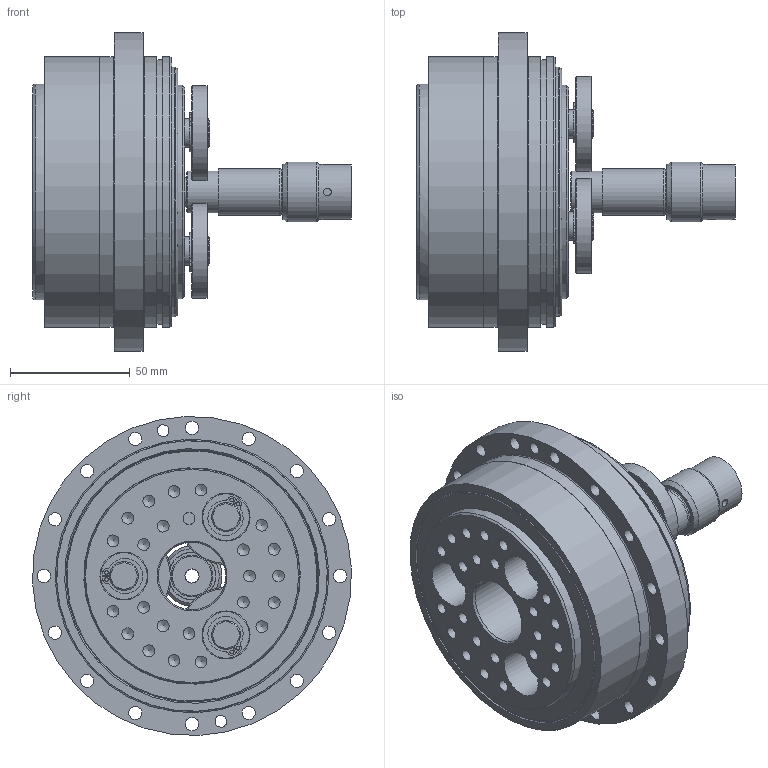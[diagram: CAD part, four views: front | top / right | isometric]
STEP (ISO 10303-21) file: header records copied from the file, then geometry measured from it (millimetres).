
FILE_DESCRIPTION(/* description */ (''),/* implementation_level */ '2;1');
FILE_NAME(/* name */ 'FQ8985G.stp',/* time_stamp */ '2021-04-19T11:56:50+09:00',/* author */ ('ik43153556'),/* organization */ (''),/* preprocessor_version */ 'ST-DEVELOPER v18.1',/* originating_system */ 'Autodesk Inventor 2021',/* authorisation */ '');
FILE_SCHEMA (('AUTOMOTIVE_DESIGN { 1 0 10303 214 3 1 1 }'));
Length unit declared in the file: millimetre
Products named in the file (1): F4CF-UA15
Bounding box: 132.8 x 132.87 x 132.87 mm (x, y, z)
Volume: 410431.4 mm3; surface area: 148401.6 mm2
Topology: 2 solids, 45 shells, 1076 faces, 2645 edges, 1737 vertices
Faces by surface type: cylinder 529, plane 376, cone 88, torus 56, sphere 27
Full cylindrical faces by diameter (mm): 1.5 x24, 3.242 x1, 4.917 x26, 5.5 x17, 6 x9, 6.6 x6, 7 x7, 10 x6, 11 x6, 11.5 x6, 11.85 x6, 12 x15, 16 x3, 17.4 x1, 19.6 x1, 20 x13, 22 x3, 23 x1, 25 x1, 28 x2, 81.5 x2, 82.197 x2, 87 x1, 89 x2, 90 x3, 93.6 x1, 94 x1, 97 x1, 98.35 x1, 102 x1
Entity records: 34858 total; most frequent: CARTESIAN_POINT 7188, DIRECTION 6166, ORIENTED_EDGE 5122, AXIS2_PLACEMENT_3D 2640, EDGE_CURVE 2561, VERTEX_POINT 1737, CIRCLE 1563, EDGE_LOOP 1318
